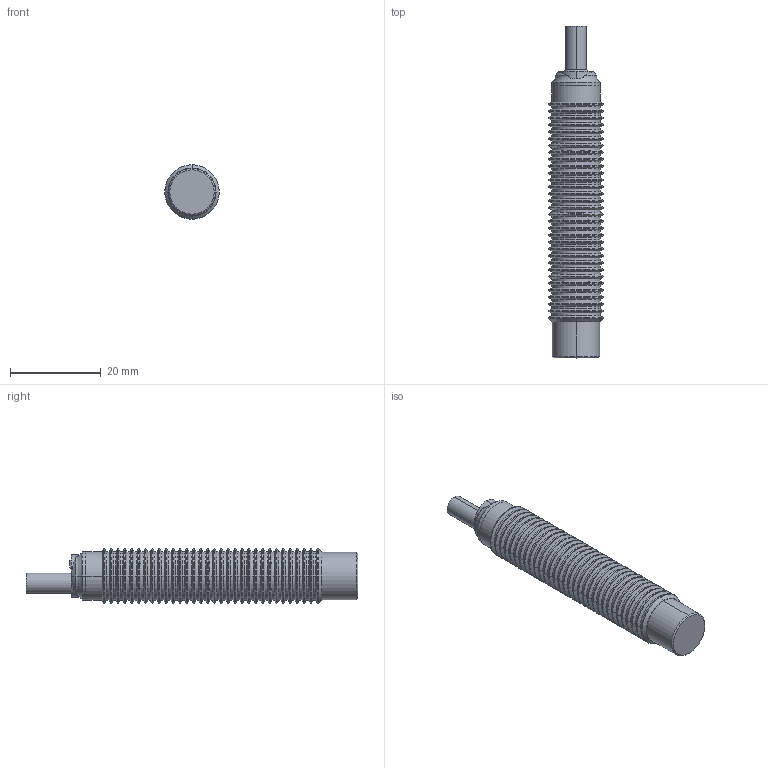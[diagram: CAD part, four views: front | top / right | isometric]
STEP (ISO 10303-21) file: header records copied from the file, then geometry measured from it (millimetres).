
FILE_DESCRIPTION(('STEP AP214'),'1');
FILE_NAME('cctmp_1865E702-CF03-4418-A1AD-57608FD0E7F2_2022_07_28_08_16_21_0734..stp','2022-07-28T06:16:21',('Pepperl+Fuchs GmbH'),('CADClick - www.CADClick.com'),'Spatial InterOp 3D',' ','unknown authorization');
FILE_SCHEMA(('AUTOMOTIVE_DESIGN'));
Length unit declared in the file: millimetre
Products named in the file (6): cc_unnamed; NBN4-12GM60-E2_4; NBN4-12GM60-E2_3; NBN4-12GM60-E2_2; NBN4-12GM60-E2_1; NBN4-12GM60-E2
Assembly tree (5 placements, depth 2):
  cc_unnamed
    NBN4-12GM60-E2_4
    NBN4-12GM60-E2_3
    NBN4-12GM60-E2_2
    NBN4-12GM60-E2_1
    NBN4-12GM60-E2
Bounding box: 12 x 73.2 x 12 mm (x, y, z)
Volume: 6049.8 mm3; surface area: 4720.4 mm2
Topology: 5 solids, 5 shells, 309 faces, 622 edges, 326 vertices
Faces by surface type: cylinder 143, cone 141, plane 17, torus 6, bspline 2
Entity records: 10765 total; most frequent: CARTESIAN_POINT 1617, DIRECTION 1544, ORIENTED_EDGE 1240, AXIS2_PLACEMENT_3D 629, EDGE_CURVE 620, VERTEX_POINT 326, STYLED_ITEM 314, PRESENTATION_STYLE_ASSIGNMENT 314
